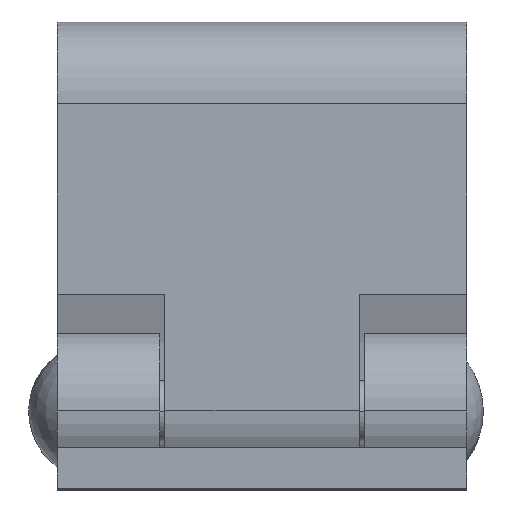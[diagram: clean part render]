
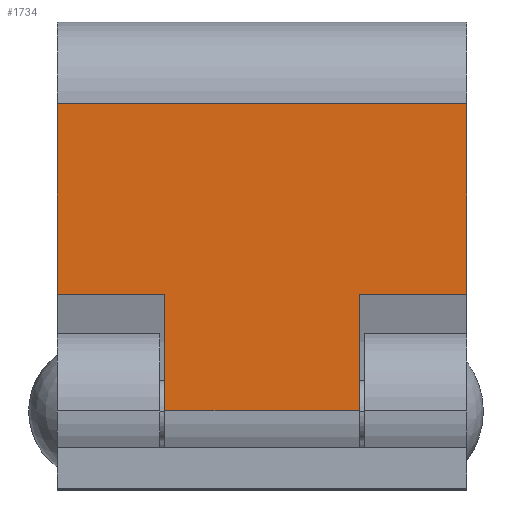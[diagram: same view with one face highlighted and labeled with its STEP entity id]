
A CAD part, top view. The second image highlights one B-rep face of the part: STEP entity #1734.
In plain terms, the highlighted planar face has unit normal (0, 0, 1).
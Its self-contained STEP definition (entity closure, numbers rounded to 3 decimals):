
#94 = VERTEX_POINT ( 'NONE', #536 ) ;
#95 = EDGE_CURVE ( 'NONE', #94, #98, #535, .T. ) ;
#96 = ORIENTED_EDGE ( 'NONE', *, *, #1758, .F. ) ;
#97 = ORIENTED_EDGE ( 'NONE', *, *, #95, .F. ) ;
#98 = VERTEX_POINT ( 'NONE', #531 ) ;
#100 = VERTEX_POINT ( 'NONE', #530 ) ;
#345 = VERTEX_POINT ( 'NONE', #905 ) ;
#383 = ORIENTED_EDGE ( 'NONE', *, *, #415, .T. ) ;
#384 = ORIENTED_EDGE ( 'NONE', *, *, #385, .F. ) ;
#385 = EDGE_CURVE ( 'NONE', #386, #413, #1024, .T. ) ;
#386 = VERTEX_POINT ( 'NONE', #1020 ) ;
#387 = ORIENTED_EDGE ( 'NONE', *, *, #1773, .F. ) ;
#413 = VERTEX_POINT ( 'NONE', #1027 ) ;
#415 = EDGE_CURVE ( 'NONE', #416, #413, #1090, .T. ) ;
#416 = VERTEX_POINT ( 'NONE', #1086 ) ;
#417 = EDGE_CURVE ( 'NONE', #420, #345, #1085, .T. ) ;
#420 = VERTEX_POINT ( 'NONE', #1080 ) ;
#530 = CARTESIAN_POINT ( 'NONE',  ( -4.75, 0., 3.8 ) ) ;
#531 = CARTESIAN_POINT ( 'NONE',  ( 4.75, 0., 3.8 ) ) ;
#532 = DIRECTION ( 'NONE',  ( 0., -1., 0. ) ) ;
#533 = VECTOR ( 'NONE', #532, 1000. ) ;
#534 = CARTESIAN_POINT ( 'NONE',  ( 4.75, -3.8, 3.8 ) ) ;
#535 = LINE ( 'NONE', #534, #533 ) ;
#536 = CARTESIAN_POINT ( 'NONE',  ( 4.75, 5.7, 3.8 ) ) ;
#905 = CARTESIAN_POINT ( 'NONE',  ( 10., 5.7, 3.8 ) ) ;
#1020 = CARTESIAN_POINT ( 'NONE',  ( -4.75, 5.7, 3.8 ) ) ;
#1021 = DIRECTION ( 'NONE',  ( -1., 0., 0. ) ) ;
#1022 = VECTOR ( 'NONE', #1021, 1000. ) ;
#1023 = CARTESIAN_POINT ( 'NONE',  ( -10., 5.7, 3.8 ) ) ;
#1024 = LINE ( 'NONE', #1023, #1022 ) ;
#1027 = CARTESIAN_POINT ( 'NONE',  ( -10., 5.7, 3.8 ) ) ;
#1059 = PLANE ( 'NONE',  #1121 ) ;
#1065 = FACE_OUTER_BOUND ( 'NONE', #1726, .T. ) ;
#1076 = DIRECTION ( 'NONE',  ( -1., 0., 0. ) ) ;
#1077 = VECTOR ( 'NONE', #1076, 1000. ) ;
#1078 = CARTESIAN_POINT ( 'NONE',  ( 10., 0., 3.8 ) ) ;
#1079 = LINE ( 'NONE', #1078, #1077 ) ;
#1080 = CARTESIAN_POINT ( 'NONE',  ( 10., 14.999, 3.8 ) ) ;
#1082 = DIRECTION ( 'NONE',  ( 0., -1., 0. ) ) ;
#1083 = VECTOR ( 'NONE', #1082, 1000. ) ;
#1084 = CARTESIAN_POINT ( 'NONE',  ( 10., 14.999, 3.8 ) ) ;
#1085 = LINE ( 'NONE', #1084, #1083 ) ;
#1086 = CARTESIAN_POINT ( 'NONE',  ( -10., 14.999, 3.8 ) ) ;
#1087 = DIRECTION ( 'NONE',  ( 0., -1., 0. ) ) ;
#1088 = VECTOR ( 'NONE', #1087, 1000. ) ;
#1089 = CARTESIAN_POINT ( 'NONE',  ( -10., 14.999, 3.8 ) ) ;
#1090 = LINE ( 'NONE', #1089, #1088 ) ;
#1109 = DIRECTION ( 'NONE',  ( -1., 0., 0. ) ) ;
#1110 = VECTOR ( 'NONE', #1109, 1000. ) ;
#1111 = CARTESIAN_POINT ( 'NONE',  ( 10., 14.999, 3.8 ) ) ;
#1112 = LINE ( 'NONE', #1111, #1110 ) ;
#1118 = DIRECTION ( 'NONE',  ( 0., 1., 0. ) ) ;
#1119 = DIRECTION ( 'NONE',  ( 0., 0., -1. ) ) ;
#1120 = CARTESIAN_POINT ( 'NONE',  ( 10., 14.999, 3.8 ) ) ;
#1121 = AXIS2_PLACEMENT_3D ( 'NONE', #1120, #1119, #1118 ) ;
#1142 = DIRECTION ( 'NONE',  ( -1., 0., 0. ) ) ;
#1143 = VECTOR ( 'NONE', #1142, 1000. ) ;
#1144 = CARTESIAN_POINT ( 'NONE',  ( 4.75, 5.7, 3.8 ) ) ;
#1145 = LINE ( 'NONE', #1144, #1143 ) ;
#1182 = DIRECTION ( 'NONE',  ( 0., 1., 0. ) ) ;
#1183 = VECTOR ( 'NONE', #1182, 1000. ) ;
#1184 = CARTESIAN_POINT ( 'NONE',  ( -4.75, -3.8, 3.8 ) ) ;
#1187 = LINE ( 'NONE', #1184, #1183 ) ;
#1721 = EDGE_CURVE ( 'NONE', #98, #100, #1079, .T. ) ;
#1722 = ORIENTED_EDGE ( 'NONE', *, *, #1721, .F. ) ;
#1726 = EDGE_LOOP ( 'NONE', ( #1722, #97, #96, #1755, #1757, #383, #384, #387 ) ) ;
#1734 = ADVANCED_FACE ( 'NONE', ( #1065 ), #1059, .F. ) ;
#1739 = EDGE_CURVE ( 'NONE', #420, #416, #1112, .T. ) ;
#1755 = ORIENTED_EDGE ( 'NONE', *, *, #417, .F. ) ;
#1757 = ORIENTED_EDGE ( 'NONE', *, *, #1739, .T. ) ;
#1758 = EDGE_CURVE ( 'NONE', #345, #94, #1145, .T. ) ;
#1773 = EDGE_CURVE ( 'NONE', #100, #386, #1187, .T. ) ;
